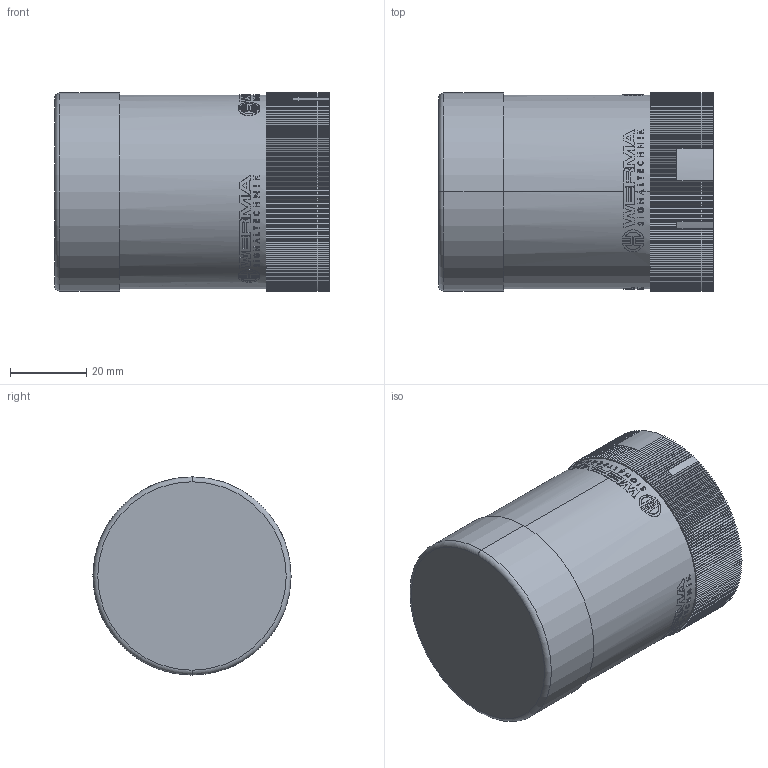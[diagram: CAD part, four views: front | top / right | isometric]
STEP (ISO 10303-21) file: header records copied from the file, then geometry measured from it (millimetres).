
FILE_DESCRIPTION (( 'STEP AP214' ), '1' );
FILE_NAME ('84900077.step', '2016-03-14T14:22:34', ( '' ), ( '' ), 'SwSTEP 2.0', 'SolidWorks 2015', '' );
FILE_SCHEMA (( 'AUTOMOTIVE_DESIGN' ));
Length unit declared in the file: inch
Products named in the file (1): 84900077
Bounding box: 72.02 x 52 x 52 mm (x, y, z)
Volume: 126993.7 mm3; surface area: 18888.3 mm2
Topology: 1 solids, 1 shells, 1267 faces, 3542 edges, 2350 vertices
Faces by surface type: plane 1020, cylinder 245, torus 2
Entity records: 43672 total; most frequent: CARTESIAN_POINT 11163, ORIENTED_EDGE 7084, DIRECTION 5954, EDGE_CURVE 3542, LINE 2520, VECTOR 2520, VERTEX_POINT 2350, AXIS2_PLACEMENT_3D 1717
